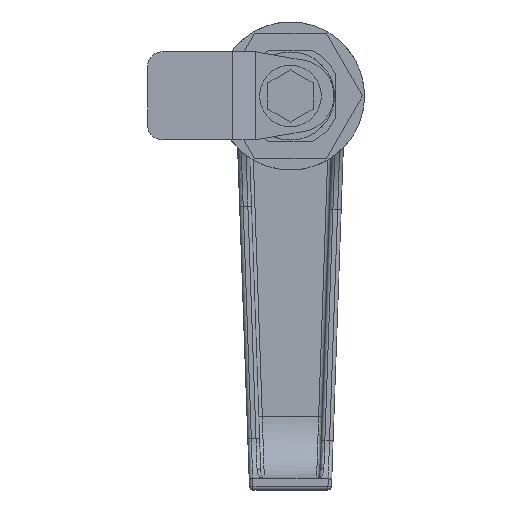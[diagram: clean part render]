
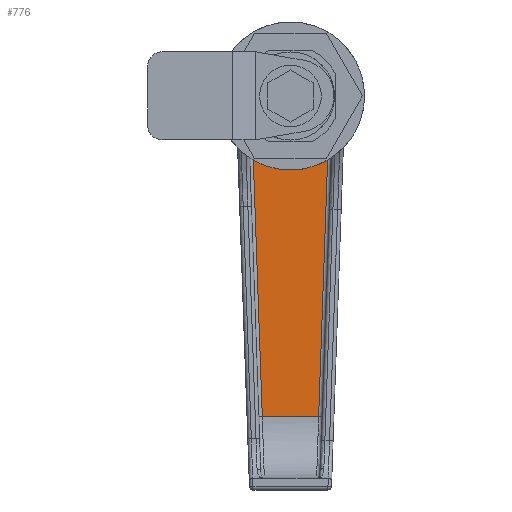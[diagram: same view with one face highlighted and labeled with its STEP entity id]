
A CAD part, front view. The second image highlights one B-rep face of the part: STEP entity #776.
In plain terms, the highlighted planar face has unit normal (0, -1, 0).
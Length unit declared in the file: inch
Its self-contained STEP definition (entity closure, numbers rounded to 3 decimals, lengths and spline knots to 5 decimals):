
#217 = CARTESIAN_POINT ( 'NONE',  ( 0., 1.361, -0.495 ) ) ;
#351 = FACE_OUTER_BOUND ( 'NONE', #6433, .T. ) ;
#447 = CARTESIAN_POINT ( 'NONE',  ( 0.29531, 1.361, -0.39769 ) ) ;
#511 = EDGE_CURVE ( 'NONE', #2664, #2082, #3388, .T. ) ;
#776 = ADVANCED_FACE ( 'NONE', ( #351 ), #6443, .T. ) ;
#985 = VERTEX_POINT ( 'NONE', #6692 ) ;
#994 = CARTESIAN_POINT ( 'NONE',  ( 0.31157, 1.361, -0.38489 ) ) ;
#1015 = EDGE_CURVE ( 'NONE', #985, #2664, #3723, .T. ) ;
#1032 = CARTESIAN_POINT ( 'NONE',  ( 0.27544, 1.361, -0.41139 ) ) ;
#1093 = CARTESIAN_POINT ( 'NONE',  ( 0., 1.361, -0.495 ) ) ;
#1102 = CARTESIAN_POINT ( 'NONE',  ( 0.465, 1.361, 0. ) ) ;
#1161 = CARTESIAN_POINT ( 'NONE',  ( -0.24403, 1.361, -0.43069 ) ) ;
#1530 = CARTESIAN_POINT ( 'NONE',  ( 0.16301, 1.361, -0.46763 ) ) ;
#1556 = CARTESIAN_POINT ( 'NONE',  ( -0.06445, 1.361, -0.49089 ) ) ;
#1558 = CARTESIAN_POINT ( 'NONE',  ( 0.18377, 1.361, -0.45963 ) ) ;
#1662 = EDGE_CURVE ( 'NONE', #3423, #985, #5470, .T. ) ;
#1686 = CARTESIAN_POINT ( 'NONE',  ( -0.30106, 1.361, -0.3939 ) ) ;
#1929 = CARTESIAN_POINT ( 'NONE',  ( 0.32208, 1.361, -0.37589 ) ) ;
#2074 = CARTESIAN_POINT ( 'NONE',  ( 0.1804, 1.361, -0.46096 ) ) ;
#2082 = VERTEX_POINT ( 'NONE', #1929 ) ;
#2083 = DIRECTION ( 'NONE',  ( 0., -1., 0. ) ) ;
#2121 = CARTESIAN_POINT ( 'NONE',  ( 0.24255, 1.361, -0.43175 ) ) ;
#2153 = EDGE_CURVE ( 'NONE', #2082, #6745, #4046, .T. ) ;
#2270 = CARTESIAN_POINT ( 'NONE',  ( -0.32208, 1.361, -0.37589 ) ) ;
#2284 = CARTESIAN_POINT ( 'NONE',  ( -0.32208, 1.361, -0.37589 ) ) ;
#2302 = CARTESIAN_POINT ( 'NONE',  ( -0.12733, 1.361, -0.47876 ) ) ;
#2339 = AXIS2_PLACEMENT_3D ( 'NONE', #1102, #2083, #5348 ) ;
#2636 = CARTESIAN_POINT ( 'NONE',  ( 0.06078, 1.361, -0.4922 ) ) ;
#2659 = CARTESIAN_POINT ( 'NONE',  ( 0.0945, 1.361, -0.48591 ) ) ;
#2664 = VERTEX_POINT ( 'NONE', #6684 ) ;
#2669 = ORIENTED_EDGE ( 'NONE', *, *, #6598, .T. ) ;
#2710 = CARTESIAN_POINT ( 'NONE',  ( 0.23985, 1.361, -2.73071 ) ) ;
#2752 = CARTESIAN_POINT ( 'NONE',  ( -0.25186, 1.361, -0.42614 ) ) ;
#2821 = CARTESIAN_POINT ( 'NONE',  ( -0.24874, 1.361, -0.42797 ) ) ;
#2843 = CARTESIAN_POINT ( 'NONE',  ( -0.2535, 1.361, -0.42517 ) ) ;
#3292 = CARTESIAN_POINT ( 'NONE',  ( -0.07573, 1.361, -0.48919 ) ) ;
#3364 = B_SPLINE_CURVE_WITH_KNOTS ( 'NONE', 3,
 ( #1093, #6354, #4218, #1556, #3292, #6572, #3384, #5987, #2302, #3901, #5961, #6531, #4898, #5508, #6549, #6032, #4873, #1161, #2821, #2752, #2843, #4922, #1686, #2284 ),
 .UNSPECIFIED., .F., .F.,
 ( 4, 1, 1, 2, 2, 1, 1, 1, 2, 2, 1, 1, 1, 2, 2, 4 ),
 ( 0.5, 0.5625, 0.59375, 0.60938, 0.625, 0.6875, 0.71875, 0.73438, 0.74219, 0.75, 0.8125, 0.84375, 0.85938, 0.86719, 0.875, 1. ),
 .UNSPECIFIED. ) ;
#3384 = CARTESIAN_POINT ( 'NONE',  ( -0.08707, 1.361, -0.4873 ) ) ;
#3388 = LINE ( 'NONE', #2710, #3550 ) ;
#3423 = VERTEX_POINT ( 'NONE', #2270 ) ;
#3498 = ORIENTED_EDGE ( 'NONE', *, *, #511, .T. ) ;
#3500 = CARTESIAN_POINT ( 'NONE',  ( 0.465, 1.361, -2.73071 ) ) ;
#3550 = VECTOR ( 'NONE', #4857, 39.37008 ) ;
#3649 = CARTESIAN_POINT ( 'NONE',  ( 0.10545, 1.361, -0.48365 ) ) ;
#3699 = CARTESIAN_POINT ( 'NONE',  ( 0.11641, 1.361, -0.48122 ) ) ;
#3723 = LINE ( 'NONE', #3500, #6374 ) ;
#3739 = CARTESIAN_POINT ( 'NONE',  ( 0.0305, 1.361, -0.495 ) ) ;
#3895 = DIRECTION ( 'NONE',  ( 0.035, 0., -0.999 ) ) ;
#3901 = CARTESIAN_POINT ( 'NONE',  ( -0.15233, 1.361, -0.47109 ) ) ;
#3936 = ORIENTED_EDGE ( 'NONE', *, *, #1662, .T. ) ;
#4046 = B_SPLINE_CURVE_WITH_KNOTS ( 'NONE', 3,
 ( #4246, #994, #447, #1032, #4177, #5817, #6888, #6939, #2121, #4775, #4681, #4755, #1558, #2074, #4729, #1530, #5314, #3699, #3649, #5241, #2659, #2636, #3739, #5271 ),
 .UNSPECIFIED., .F., .F.,
 ( 4, 1, 1, 1, 2, 2, 1, 1, 1, 2, 2, 1, 1, 2, 2, 4 ),
 ( 0., 0.0625, 0.09375, 0.10938, 0.11719, 0.125, 0.1875, 0.21875, 0.23438, 0.24219, 0.25, 0.3125, 0.34375, 0.35938, 0.375, 0.5 ),
 .UNSPECIFIED. ) ;
#4177 = CARTESIAN_POINT ( 'NONE',  ( 0.26529, 1.361, -0.41794 ) ) ;
#4218 = CARTESIAN_POINT ( 'NONE',  ( -0.03803, 1.361, -0.49395 ) ) ;
#4246 = CARTESIAN_POINT ( 'NONE',  ( 0.32208, 1.361, -0.37589 ) ) ;
#4681 = CARTESIAN_POINT ( 'NONE',  ( 0.20049, 1.361, -0.45268 ) ) ;
#4729 = CARTESIAN_POINT ( 'NONE',  ( 0.17876, 1.361, -0.4616 ) ) ;
#4755 = CARTESIAN_POINT ( 'NONE',  ( 0.18881, 1.361, -0.4576 ) ) ;
#4775 = CARTESIAN_POINT ( 'NONE',  ( 0.22348, 1.361, -0.4421 ) ) ;
#4857 = DIRECTION ( 'NONE',  ( 0.035, 0., 0.999 ) ) ;
#4873 = CARTESIAN_POINT ( 'NONE',  ( -0.23296, 1.361, -0.43686 ) ) ;
#4898 = CARTESIAN_POINT ( 'NONE',  ( -0.17351, 1.361, -0.4636 ) ) ;
#4922 = CARTESIAN_POINT ( 'NONE',  ( -0.27869, 1.361, -0.41003 ) ) ;
#5241 = CARTESIAN_POINT ( 'NONE',  ( 0.09812, 1.361, -0.48519 ) ) ;
#5271 = CARTESIAN_POINT ( 'NONE',  ( 0., 1.361, -0.495 ) ) ;
#5314 = CARTESIAN_POINT ( 'NONE',  ( 0.14173, 1.361, -0.47469 ) ) ;
#5348 = DIRECTION ( 'NONE',  ( 0., 0., -1. ) ) ;
#5470 = LINE ( 'NONE', #6003, #6547 ) ;
#5508 = CARTESIAN_POINT ( 'NONE',  ( -0.17532, 1.361, -0.46292 ) ) ;
#5738 = ORIENTED_EDGE ( 'NONE', *, *, #1015, .T. ) ;
#5817 = CARTESIAN_POINT ( 'NONE',  ( 0.26088, 1.361, -0.42067 ) ) ;
#5961 = CARTESIAN_POINT ( 'NONE',  ( -0.16471, 1.361, -0.46682 ) ) ;
#5987 = CARTESIAN_POINT ( 'NONE',  ( -0.10549, 1.361, -0.48386 ) ) ;
#6003 = CARTESIAN_POINT ( 'NONE',  ( -0.32208, 1.361, -0.37589 ) ) ;
#6032 = CARTESIAN_POINT ( 'NONE',  ( -0.21046, 1.361, -0.44844 ) ) ;
#6175 = ORIENTED_EDGE ( 'NONE', *, *, #2153, .T. ) ;
#6354 = CARTESIAN_POINT ( 'NONE',  ( -0.01525, 1.361, -0.495 ) ) ;
#6374 = VECTOR ( 'NONE', #6664, 39.37008 ) ;
#6433 = EDGE_LOOP ( 'NONE', ( #3936, #5738, #3498, #6175, #2669 ) ) ;
#6443 = PLANE ( 'NONE',  #2339 ) ;
#6531 = CARTESIAN_POINT ( 'NONE',  ( -0.16999, 1.361, -0.4649 ) ) ;
#6547 = VECTOR ( 'NONE', #3895, 39.37008 ) ;
#6549 = CARTESIAN_POINT ( 'NONE',  ( -0.19056, 1.361, -0.45708 ) ) ;
#6572 = CARTESIAN_POINT ( 'NONE',  ( -0.08325, 1.361, -0.48796 ) ) ;
#6598 = EDGE_CURVE ( 'NONE', #6745, #3423, #3364, .T. ) ;
#6664 = DIRECTION ( 'NONE',  ( 1., 0., 0. ) ) ;
#6684 = CARTESIAN_POINT ( 'NONE',  ( 0.23985, 1.361, -2.73071 ) ) ;
#6692 = CARTESIAN_POINT ( 'NONE',  ( -0.23985, 1.361, -2.73071 ) ) ;
#6745 = VERTEX_POINT ( 'NONE', #217 ) ;
#6888 = CARTESIAN_POINT ( 'NONE',  ( 0.25794, 1.361, -0.42249 ) ) ;
#6939 = CARTESIAN_POINT ( 'NONE',  ( 0.25653, 1.361, -0.42334 ) ) ;
